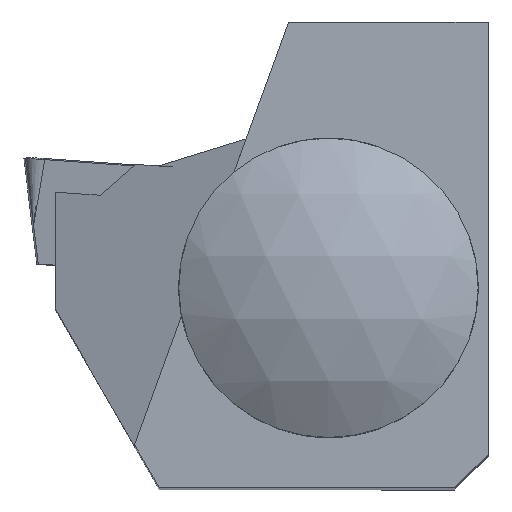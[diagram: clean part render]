
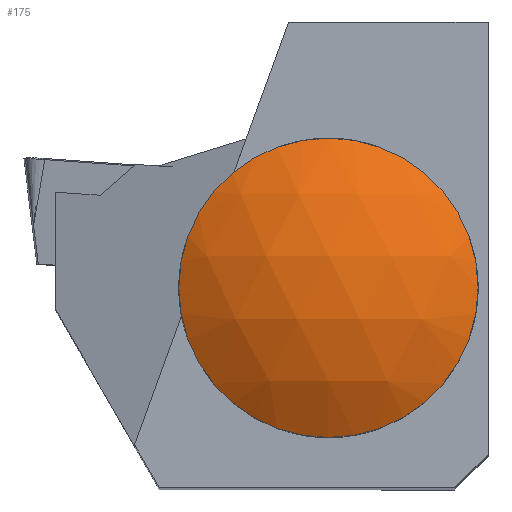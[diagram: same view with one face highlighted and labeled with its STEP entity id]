
A CAD part, top view. The second image highlights one B-rep face of the part: STEP entity #175.
In plain terms, the highlighted spherical face has radius 8 mm.
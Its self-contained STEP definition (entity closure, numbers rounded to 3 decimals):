
#23=SPHERICAL_SURFACE('',#897,8.);
#122=CIRCLE('',#896,4.5);
#175=ADVANCED_FACE('',(#244),#23,.T.);
#244=FACE_OUTER_BOUND('',#293,.T.);
#293=EDGE_LOOP('',(#497));
#497=ORIENTED_EDGE('',*,*,#682,.F.);
#580=VERTEX_POINT('',#1616);
#682=EDGE_CURVE('',#580,#580,#122,.T.);
#896=AXIS2_PLACEMENT_3D('',#1615,#1097,#1098);
#897=AXIS2_PLACEMENT_3D('',#1617,#1099,#1100);
#1097=DIRECTION('',(0.,0.,-1.));
#1098=DIRECTION('',(0.,-1.,0.));
#1099=DIRECTION('',(0.,1.,0.));
#1100=DIRECTION('',(0.,0.,-1.));
#1615=CARTESIAN_POINT('',(-4.8,6.,4.414));
#1616=CARTESIAN_POINT('',(-4.8,1.5,4.414));
#1617=CARTESIAN_POINT('',(-4.8,6.,-2.2));
